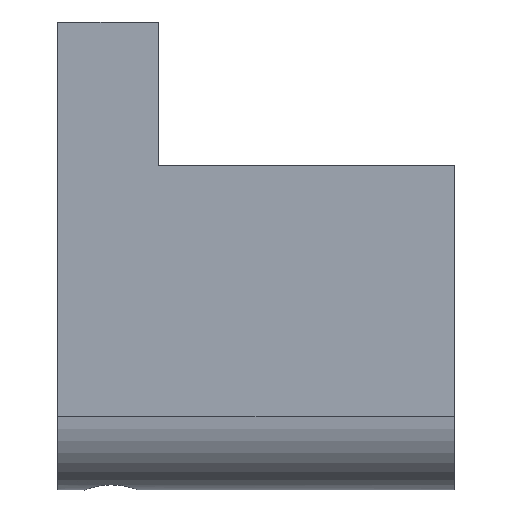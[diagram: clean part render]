
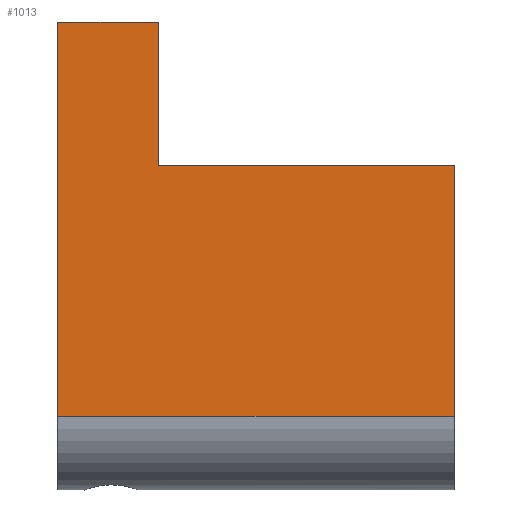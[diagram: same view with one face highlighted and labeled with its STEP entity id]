
A CAD part, left-side view. The second image highlights one B-rep face of the part: STEP entity #1013.
In plain terms, the highlighted planar face has unit normal (-1, 0, 0).
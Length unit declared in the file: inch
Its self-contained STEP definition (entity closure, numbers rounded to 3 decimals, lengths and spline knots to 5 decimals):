
#102 = ORIENTED_EDGE ( 'NONE', *, *, #1791, .T. ) ;
#103 = DIRECTION ( 'NONE',  ( 0., -1., 0. ) ) ;
#111 = DIRECTION ( 'NONE',  ( -1., 0., 0. ) ) ;
#150 = LINE ( 'NONE', #1005, #1200 ) ;
#179 = VERTEX_POINT ( 'NONE', #1555 ) ;
#257 = DIRECTION ( 'NONE',  ( 0., 1., 0. ) ) ;
#289 = CARTESIAN_POINT ( 'NONE',  ( -0.55, 1.1, 0.5 ) ) ;
#337 = EDGE_CURVE ( 'NONE', #1715, #935, #606, .T. ) ;
#362 = ORIENTED_EDGE ( 'NONE', *, *, #1222, .F. ) ;
#390 = CARTESIAN_POINT ( 'NONE',  ( -0.55, -1.1, -0.63 ) ) ;
#396 = CARTESIAN_POINT ( 'NONE',  ( -0.55, 1.85, 0. ) ) ;
#457 = CARTESIAN_POINT ( 'NONE',  ( -0.55, 1.1, 0. ) ) ;
#551 = CARTESIAN_POINT ( 'NONE',  ( -0.55, 1.85, 1.57 ) ) ;
#589 = EDGE_LOOP ( 'NONE', ( #1587, #1295, #769, #102, #362, #627 ) ) ;
#606 = LINE ( 'NONE', #289, #1664 ) ;
#627 = ORIENTED_EDGE ( 'NONE', *, *, #713, .T. ) ;
#629 = AXIS2_PLACEMENT_3D ( 'NONE', #1506, #111, #103 ) ;
#676 = LINE ( 'NONE', #390, #774 ) ;
#713 = EDGE_CURVE ( 'NONE', #1539, #935, #676, .T. ) ;
#757 = LINE ( 'NONE', #551, #1751 ) ;
#769 = ORIENTED_EDGE ( 'NONE', *, *, #1116, .F. ) ;
#774 = VECTOR ( 'NONE', #815, 39.37008 ) ;
#815 = DIRECTION ( 'NONE',  ( 0., 0., 1. ) ) ;
#817 = LINE ( 'NONE', #396, #984 ) ;
#826 = DIRECTION ( 'NONE',  ( 0., 0., -1. ) ) ;
#829 = FACE_OUTER_BOUND ( 'NONE', #589, .T. ) ;
#843 = CARTESIAN_POINT ( 'NONE',  ( -0.55, 1.1, 0.5 ) ) ;
#888 = DIRECTION ( 'NONE',  ( 0., -1., 0. ) ) ;
#935 = VERTEX_POINT ( 'NONE', #1471 ) ;
#958 = VERTEX_POINT ( 'NONE', #1766 ) ;
#984 = VECTOR ( 'NONE', #826, 39.37008 ) ;
#1005 = CARTESIAN_POINT ( 'NONE',  ( -0.55, -2.65563, -1.36 ) ) ;
#1013 = ADVANCED_FACE ( 'NONE', ( #829 ), #1513, .T. ) ;
#1040 = VERTEX_POINT ( 'NONE', #1649 ) ;
#1066 = DIRECTION ( 'NONE',  ( 0., 0., -1. ) ) ;
#1073 = EDGE_CURVE ( 'NONE', #1040, #1715, #1494, .T. ) ;
#1116 = EDGE_CURVE ( 'NONE', #179, #1040, #757, .T. ) ;
#1200 = VECTOR ( 'NONE', #257, 39.37008 ) ;
#1222 = EDGE_CURVE ( 'NONE', #1539, #958, #150, .T. ) ;
#1295 = ORIENTED_EDGE ( 'NONE', *, *, #1073, .F. ) ;
#1350 = VECTOR ( 'NONE', #1066, 39.37008 ) ;
#1402 = DIRECTION ( 'NONE',  ( 0., -1., 0. ) ) ;
#1471 = CARTESIAN_POINT ( 'NONE',  ( -0.55, -1.1, 0.5 ) ) ;
#1474 = CARTESIAN_POINT ( 'NONE',  ( -0.55, -1.1, -1.36 ) ) ;
#1494 = LINE ( 'NONE', #457, #1350 ) ;
#1506 = CARTESIAN_POINT ( 'NONE',  ( -0.55, 1.1, -0.63 ) ) ;
#1513 = PLANE ( 'NONE',  #629 ) ;
#1539 = VERTEX_POINT ( 'NONE', #1474 ) ;
#1555 = CARTESIAN_POINT ( 'NONE',  ( -0.55, 1.85, 1.57 ) ) ;
#1587 = ORIENTED_EDGE ( 'NONE', *, *, #337, .F. ) ;
#1649 = CARTESIAN_POINT ( 'NONE',  ( -0.55, 1.1, 1.57 ) ) ;
#1664 = VECTOR ( 'NONE', #888, 39.37008 ) ;
#1715 = VERTEX_POINT ( 'NONE', #843 ) ;
#1751 = VECTOR ( 'NONE', #1402, 39.37008 ) ;
#1766 = CARTESIAN_POINT ( 'NONE',  ( -0.55, 1.85, -1.36 ) ) ;
#1791 = EDGE_CURVE ( 'NONE', #179, #958, #817, .T. ) ;
